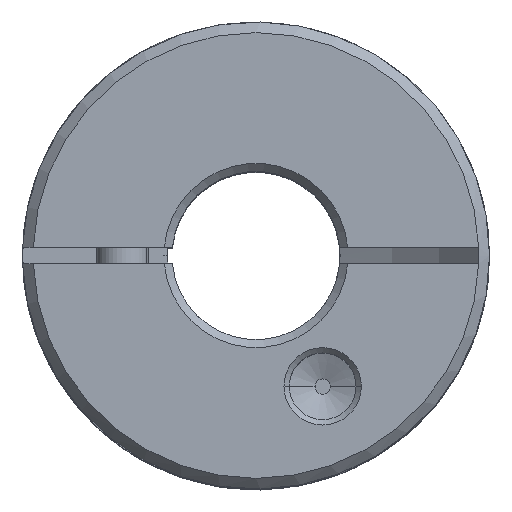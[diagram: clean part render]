
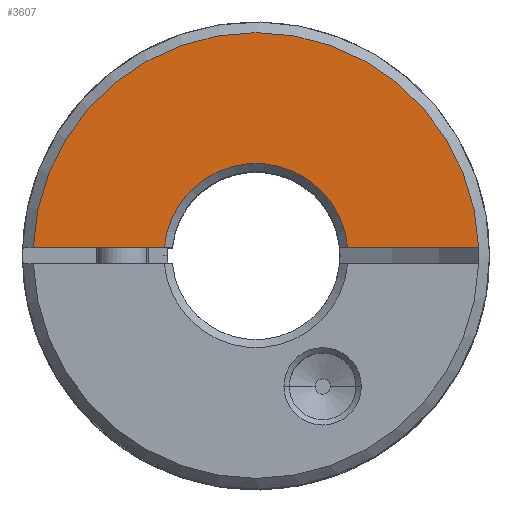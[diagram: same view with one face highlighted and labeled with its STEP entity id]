
A CAD part, top view. The second image highlights one B-rep face of the part: STEP entity #3607.
In plain terms, the highlighted planar face has unit normal (0, 0, 1).
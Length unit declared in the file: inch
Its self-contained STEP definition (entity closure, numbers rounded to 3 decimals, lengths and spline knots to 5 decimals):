
#211=CARTESIAN_POINT('',(0.41721,0.0155,0.325));
#216=CARTESIAN_POINT('',(0.,0.,0.325));
#217=DIRECTION('',(0.,0.,1.));
#218=DIRECTION('',(0.999,0.037,0.));
#219=AXIS2_PLACEMENT_3D('',#216,#217,#218);
#226=CARTESIAN_POINT('',(-0.41721,0.0155,0.325));
#264=DIRECTION('',(1.,0.,0.));
#265=VECTOR('',#264,0.24541);
#266=CARTESIAN_POINT('',(0.1718,0.0155,0.325));
#267=LINE('',#266,#265);
#268=CARTESIAN_POINT('',(0.,0.,0.325));
#269=DIRECTION('',(0.,0.,-1.));
#270=DIRECTION('',(-0.996,0.09,0.));
#271=AXIS2_PLACEMENT_3D('',#268,#269,#270);
#273=DIRECTION('',(-1.,0.,0.));
#274=VECTOR('',#273,0.24541);
#275=CARTESIAN_POINT('',(-0.1718,0.0155,0.325));
#276=LINE('',#275,#274);
#2881=VERTEX_POINT('',#211);
#2883=VERTEX_POINT('',#226);
#2887=CARTESIAN_POINT('',(0.1718,0.0155,0.325));
#2888=VERTEX_POINT('',#2887);
#2889=CARTESIAN_POINT('',(-0.1718,0.0155,0.325));
#2890=VERTEX_POINT('',#2889);
#3594=CARTESIAN_POINT('',(0.,0.,0.325));
#3595=DIRECTION('',(0.,0.,1.));
#3596=DIRECTION('',(1.,0.,0.));
#3597=AXIS2_PLACEMENT_3D('',#3594,#3595,#3596);
#3598=PLANE('',#3597);
#3599=ORIENTED_EDGE('',*,*,#3532,.F.);
#3600=ORIENTED_EDGE('',*,*,#3577,.F.);
#3602=ORIENTED_EDGE('',*,*,#3601,.F.);
#3604=ORIENTED_EDGE('',*,*,#3603,.T.);
#3605=EDGE_LOOP('',(#3599,#3600,#3602,#3604));
#3606=FACE_OUTER_BOUND('',#3605,.F.);
#220=CIRCLE('',#219,0.4175);
#272=CIRCLE('',#271,0.1725);
#3532=EDGE_CURVE('',#2881,#2883,#220,.T.);
#3577=EDGE_CURVE('',#2888,#2881,#267,.T.);
#3601=EDGE_CURVE('',#2890,#2888,#272,.T.);
#3603=EDGE_CURVE('',#2890,#2883,#276,.T.);
#3607=ADVANCED_FACE('',(#3606),#3598,.T.);
